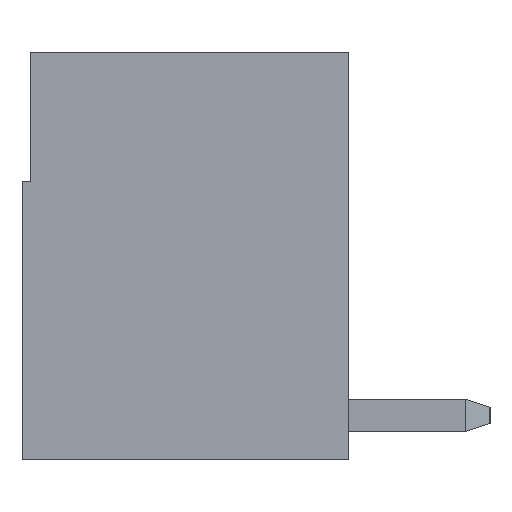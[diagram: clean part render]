
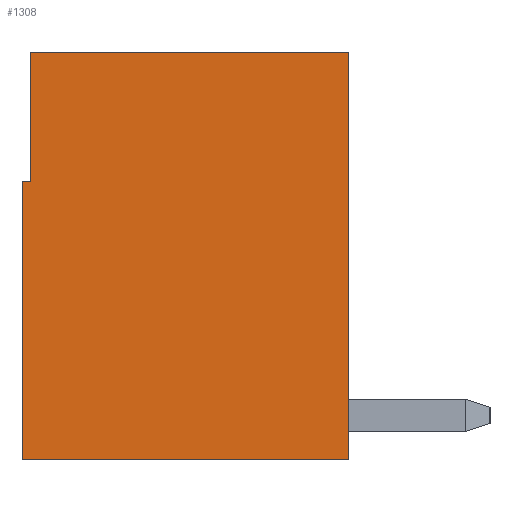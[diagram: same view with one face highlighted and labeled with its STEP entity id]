
A CAD part, left-side view. The second image highlights one B-rep face of the part: STEP entity #1308.
In plain terms, the highlighted planar face has unit normal (-1, 0, 0).
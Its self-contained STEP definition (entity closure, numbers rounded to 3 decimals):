
#1308=ADVANCED_FACE('',(#2774),#2775,.T.);
#2774=FACE_OUTER_BOUND('',#4438,.T.);
#2775=PLANE('',#4439);
#4438=EDGE_LOOP('',(#8156,#8157,#8158,#8159,#8160,#8161));
#4439=AXIS2_PLACEMENT_3D('',#8162,#8163,#8164);
#8156=ORIENTED_EDGE('',*,*,#11357,.T.);
#8157=ORIENTED_EDGE('',*,*,#11358,.T.);
#8158=ORIENTED_EDGE('',*,*,#11359,.T.);
#8159=ORIENTED_EDGE('',*,*,#11360,.T.);
#8160=ORIENTED_EDGE('',*,*,#11361,.T.);
#8161=ORIENTED_EDGE('',*,*,#11362,.T.);
#8162=CARTESIAN_POINT('',(-13.55,0.0,0.0));
#8163=DIRECTION('',(-1.0,0.0,0.0));
#8164=DIRECTION('',(0.0,0.0,1.0));
#11357=EDGE_CURVE('',#14052,#14053,#14054,.T.);
#11358=EDGE_CURVE('',#14053,#14055,#14056,.T.);
#11359=EDGE_CURVE('',#14055,#14057,#14058,.T.);
#11360=EDGE_CURVE('',#14057,#14059,#14060,.T.);
#11361=EDGE_CURVE('',#14059,#14061,#14062,.T.);
#11362=EDGE_CURVE('',#14061,#14052,#14063,.T.);
#14052=VERTEX_POINT('',#17869);
#14053=VERTEX_POINT('',#17870);
#14054=LINE('',#17871,#17872);
#14055=VERTEX_POINT('',#17873);
#14056=LINE('',#17874,#17875);
#14057=VERTEX_POINT('',#17876);
#14058=LINE('',#17877,#17878);
#14059=VERTEX_POINT('',#17879);
#14060=LINE('',#17880,#17881);
#14061=VERTEX_POINT('',#17882);
#14062=LINE('',#17883,#17884);
#14063=LINE('',#17885,#17886);
#17869=CARTESIAN_POINT('',(-13.55,-4.05,-5.05));
#17870=CARTESIAN_POINT('',(-13.55,-4.05,5.05));
#17871=CARTESIAN_POINT('',(-13.55,-4.05,-5.05));
#17872=VECTOR('',#20168,1000.0);
#17873=CARTESIAN_POINT('',(-13.55,3.85,5.05));
#17874=CARTESIAN_POINT('',(-13.55,-4.05,5.05));
#17875=VECTOR('',#20169,1000.0);
#17876=CARTESIAN_POINT('',(-13.55,3.85,1.85));
#17877=CARTESIAN_POINT('',(-13.55,3.85,5.05));
#17878=VECTOR('',#20170,1000.0);
#17879=CARTESIAN_POINT('',(-13.55,4.05,1.85));
#17880=CARTESIAN_POINT('',(-13.55,3.85,1.85));
#17881=VECTOR('',#20171,1000.0);
#17882=CARTESIAN_POINT('',(-13.55,4.05,-5.05));
#17883=CARTESIAN_POINT('',(-13.55,4.05,1.85));
#17884=VECTOR('',#20172,1000.0);
#17885=CARTESIAN_POINT('',(-13.55,4.05,-5.05));
#17886=VECTOR('',#20173,1000.0);
#20168=DIRECTION('',(0.0,0.,1.0));
#20169=DIRECTION('',(0.0,1.0,0.0));
#20170=DIRECTION('',(0.0,0.,-1.0));
#20171=DIRECTION('',(0.0,1.0,0.0));
#20172=DIRECTION('',(0.0,0.,-1.0));
#20173=DIRECTION('',(0.0,-1.0,0.0));
